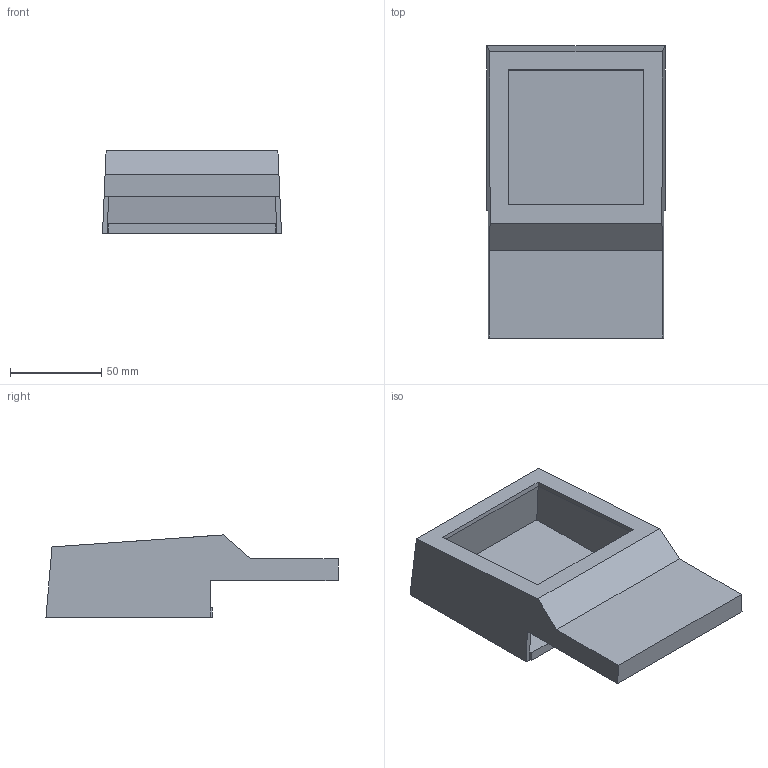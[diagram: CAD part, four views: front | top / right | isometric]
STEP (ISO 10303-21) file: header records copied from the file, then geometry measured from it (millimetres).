
FILE_DESCRIPTION(('CoCreate Modeling STEP Export'),'2;1');
FILE_NAME('6199402.stp','2016-08-17T16:32:08',(''),(''),'CoCreate Modeling STEP processor for AP214 (Solid Model)','CoCreate Modeling 16.00B 02-Dec-2008 (C) Parametric Technology GmbH','');
FILE_SCHEMA(('AUTOMOTIVE_DESIGN { 1 0 10303 214 1 1 1 1 }'));
Length unit declared in the file: millimetre
Products named in the file (3): SKL_RD_OBERTEIL.1; SKL_RD_UNTERTEIL.1
Assembly tree (1 placements, depth 2):
  SKL_RD_OBERTEIL.1
  SKL_RD_UNTERTEIL.1
    SKL_RD_UNTERTEIL.1
Bounding box: 98 x 160 x 45 mm (x, y, z)
Volume: 96660.7 mm3; surface area: 65172.9 mm2
Topology: 2 solids, 2 shells, 30 faces, 78 edges, 52 vertices
Faces by surface type: plane 28, cone 2
Entity records: 977 total; most frequent: CARTESIAN_POINT 162, ORIENTED_EDGE 156, DIRECTION 146, EDGE_CURVE 78, VECTOR 74, LINE 74, VERTEX_POINT 52, AXIS2_PLACEMENT_3D 36
